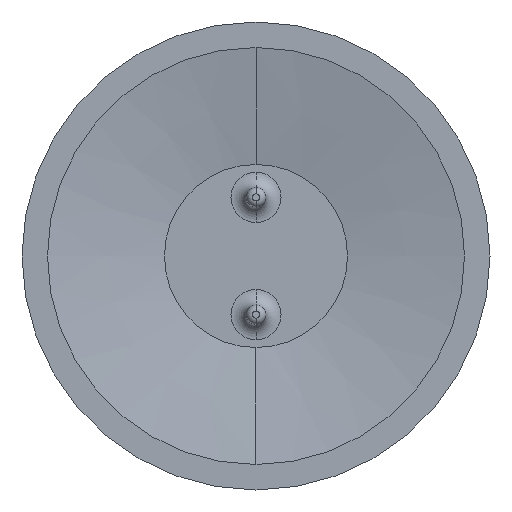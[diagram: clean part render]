
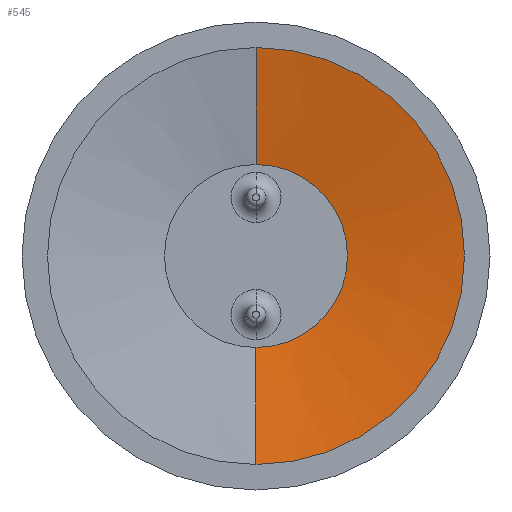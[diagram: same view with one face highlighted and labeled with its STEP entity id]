
A CAD part, left-side view. The second image highlights one B-rep face of the part: STEP entity #545.
In plain terms, the highlighted conical face has half-angle 79.563 degrees and reference radius 33.863 mm.
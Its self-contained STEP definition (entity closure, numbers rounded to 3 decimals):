
#61 = VECTOR ( 'NONE', #207, 1000. ) ;
#65 = ORIENTED_EDGE ( 'NONE', *, *, #603, .T. ) ;
#82 = ORIENTED_EDGE ( 'NONE', *, *, #435, .T. ) ;
#86 = ORIENTED_EDGE ( 'NONE', *, *, #178, .F. ) ;
#108 = CARTESIAN_POINT ( 'NONE',  ( 0., 0., 33.863 ) ) ;
#109 = DIRECTION ( 'NONE',  ( 0., 0., 1. ) ) ;
#118 = DIRECTION ( 'NONE',  ( 0., 0., 1. ) ) ;
#127 = CONICAL_SURFACE ( 'NONE', #411, 33.863, 1.389 ) ;
#134 = CIRCLE ( 'NONE', #254, 14.863 ) ;
#137 = EDGE_LOOP ( 'NONE', ( #86, #65, #82, #572 ) ) ;
#141 = VERTEX_POINT ( 'NONE', #413 ) ;
#145 = VERTEX_POINT ( 'NONE', #569 ) ;
#162 = CARTESIAN_POINT ( 'NONE',  ( 0., 0., -33.863 ) ) ;
#178 = EDGE_CURVE ( 'NONE', #474, #141, #134, .T. ) ;
#184 = CIRCLE ( 'NONE', #353, 33.863 ) ;
#203 = CARTESIAN_POINT ( 'NONE',  ( 0., 0., 0. ) ) ;
#207 = DIRECTION ( 'NONE',  ( -0.181, 0., 0.983 ) ) ;
#250 = DIRECTION ( 'NONE',  ( 0., 0., 1. ) ) ;
#254 = AXIS2_PLACEMENT_3D ( 'NONE', #318, #528, #109 ) ;
#310 = VERTEX_POINT ( 'NONE', #492 ) ;
#318 = CARTESIAN_POINT ( 'NONE',  ( 3.5, 0., 0. ) ) ;
#353 = AXIS2_PLACEMENT_3D ( 'NONE', #456, #665, #250 ) ;
#370 = DIRECTION ( 'NONE',  ( -0.181, 0., -0.983 ) ) ;
#411 = AXIS2_PLACEMENT_3D ( 'NONE', #203, #524, #118 ) ;
#413 = CARTESIAN_POINT ( 'NONE',  ( 3.5, 0., 14.863 ) ) ;
#435 = EDGE_CURVE ( 'NONE', #310, #145, #184, .T. ) ;
#445 = VECTOR ( 'NONE', #370, 1000. ) ;
#456 = CARTESIAN_POINT ( 'NONE',  ( 0., 0., 0. ) ) ;
#469 = LINE ( 'NONE', #162, #445 ) ;
#474 = VERTEX_POINT ( 'NONE', #566 ) ;
#492 = CARTESIAN_POINT ( 'NONE',  ( 0., 0., -33.863 ) ) ;
#524 = DIRECTION ( 'NONE',  ( -1., 0., 0. ) ) ;
#528 = DIRECTION ( 'NONE',  ( -1., 0., 0. ) ) ;
#545 = ADVANCED_FACE ( 'NONE', ( #633 ), #127, .F. ) ;
#551 = EDGE_CURVE ( 'NONE', #141, #145, #568, .T. ) ;
#566 = CARTESIAN_POINT ( 'NONE',  ( 3.5, 0., -14.863 ) ) ;
#568 = LINE ( 'NONE', #108, #61 ) ;
#569 = CARTESIAN_POINT ( 'NONE',  ( 0., 0., 33.863 ) ) ;
#572 = ORIENTED_EDGE ( 'NONE', *, *, #551, .F. ) ;
#603 = EDGE_CURVE ( 'NONE', #474, #310, #469, .T. ) ;
#633 = FACE_OUTER_BOUND ( 'NONE', #137, .T. ) ;
#665 = DIRECTION ( 'NONE',  ( -1., 0., 0. ) ) ;
